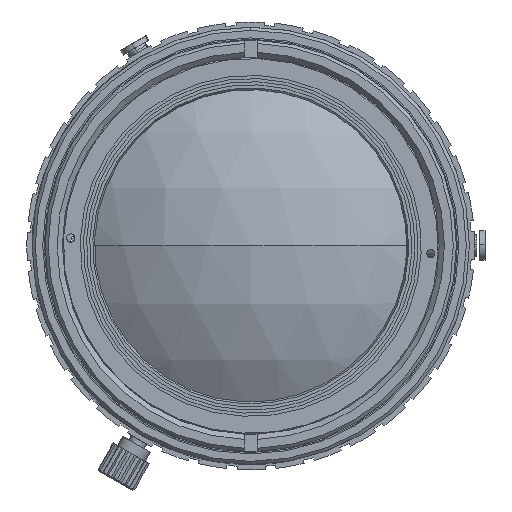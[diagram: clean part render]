
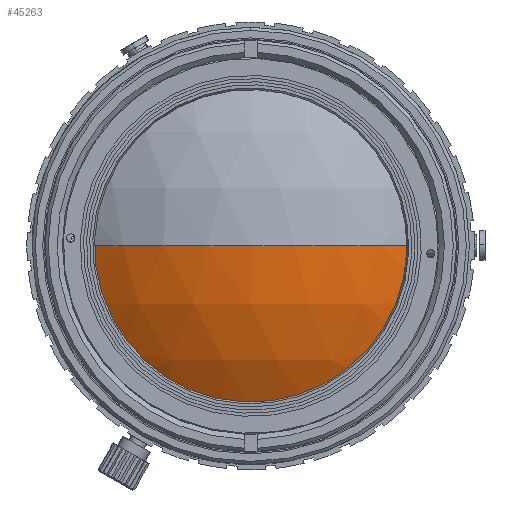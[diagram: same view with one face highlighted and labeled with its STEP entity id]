
A CAD part, left-side view. The second image highlights one B-rep face of the part: STEP entity #45263.
In plain terms, the highlighted spherical face has radius 28.425 mm.
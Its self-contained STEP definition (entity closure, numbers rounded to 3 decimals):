
#28 = DIRECTION ( 'NONE',  ( 0., 0., -1. ) ) ;
#2181 = CARTESIAN_POINT ( 'NONE',  ( -36.583, 0.121, 38.4 ) ) ;
#2534 = CARTESIAN_POINT ( 'NONE',  ( -65.008, 0.121, 38.4 ) ) ;
#2774 = ORIENTED_EDGE ( 'NONE', *, *, #5235, .T. ) ;
#3270 = DIRECTION ( 'NONE',  ( 0., 1., 0. ) ) ;
#3620 = CARTESIAN_POINT ( 'NONE',  ( -36.583, 0.121, 38.4 ) ) ;
#4527 = ORIENTED_EDGE ( 'NONE', *, *, #19445, .F. ) ;
#5235 = EDGE_CURVE ( 'NONE', #48310, #18040, #43960, .T. ) ;
#5480 = AXIS2_PLACEMENT_3D ( 'NONE', #2181, #37883, #45878 ) ;
#9541 = AXIS2_PLACEMENT_3D ( 'NONE', #22029, #49260, #41760 ) ;
#11175 = EDGE_CURVE ( 'NONE', #48310, #24841, #39317, .T. ) ;
#15108 = ORIENTED_EDGE ( 'NONE', *, *, #11175, .F. ) ;
#18040 = VERTEX_POINT ( 'NONE', #42295 ) ;
#19445 = EDGE_CURVE ( 'NONE', #24841, #18040, #31986, .T. ) ;
#19809 = CARTESIAN_POINT ( 'NONE',  ( -60.124, 0.121, 38.4 ) ) ;
#21970 = AXIS2_PLACEMENT_3D ( 'NONE', #19809, #23808, #28 ) ;
#22029 = CARTESIAN_POINT ( 'NONE',  ( -36.583, 0.121, 38.4 ) ) ;
#22410 = CARTESIAN_POINT ( 'NONE',  ( -60.124, -15.81, 38.4 ) ) ;
#23580 = SPHERICAL_SURFACE ( 'NONE', #28456, 28.425 ) ;
#23808 = DIRECTION ( 'NONE',  ( 1., 0., 0. ) ) ;
#24841 = VERTEX_POINT ( 'NONE', #22410 ) ;
#28051 = EDGE_LOOP ( 'NONE', ( #15108, #2774, #4527 ) ) ;
#28456 = AXIS2_PLACEMENT_3D ( 'NONE', #3620, #46789, #3270 ) ;
#31986 = CIRCLE ( 'NONE', #21970, 15.931 ) ;
#33451 = FACE_OUTER_BOUND ( 'NONE', #28051, .T. ) ;
#37883 = DIRECTION ( 'NONE',  ( 0., 0., -1. ) ) ;
#39317 = CIRCLE ( 'NONE', #9541, 28.425 ) ;
#41760 = DIRECTION ( 'NONE',  ( 0., -1., 0. ) ) ;
#42295 = CARTESIAN_POINT ( 'NONE',  ( -60.124, 16.051, 38.4 ) ) ;
#43960 = CIRCLE ( 'NONE', #5480, 28.425 ) ;
#45263 = ADVANCED_FACE ( 'NONE', ( #33451 ), #23580, .T. ) ;
#45878 = DIRECTION ( 'NONE',  ( -1., 0., 0. ) ) ;
#46789 = DIRECTION ( 'NONE',  ( 0., 0., 1. ) ) ;
#48310 = VERTEX_POINT ( 'NONE', #2534 ) ;
#49260 = DIRECTION ( 'NONE',  ( 0., 0., 1. ) ) ;
